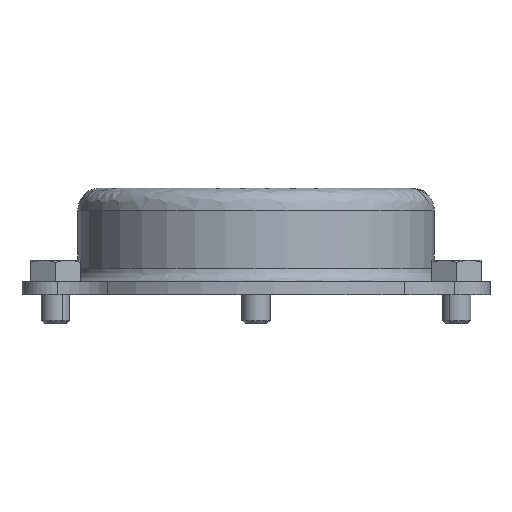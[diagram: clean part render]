
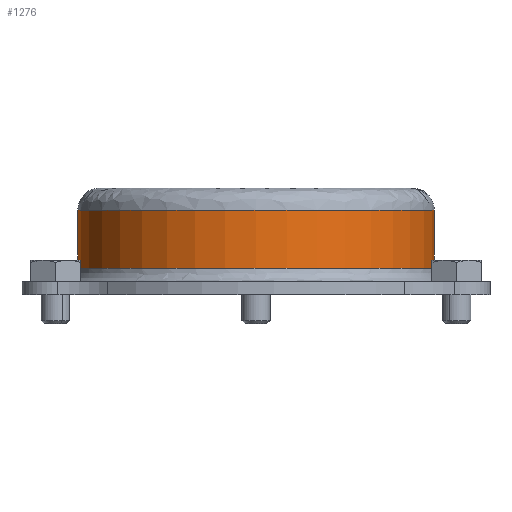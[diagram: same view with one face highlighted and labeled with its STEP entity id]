
A CAD part, front view. The second image highlights one B-rep face of the part: STEP entity #1276.
In plain terms, the highlighted cylindrical face has radius 40 mm (diameter 80 mm), a partial arc.
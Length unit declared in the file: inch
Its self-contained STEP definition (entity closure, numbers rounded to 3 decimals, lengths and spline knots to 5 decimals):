
#116 = CIRCLE ( 'NONE', #1906, 1.5748 ) ;
#204 = CARTESIAN_POINT ( 'NONE',  ( -1.5748, 0., 0.86614 ) ) ;
#411 = CARTESIAN_POINT ( 'NONE',  ( 0., 0., 0.23622 ) ) ;
#431 = EDGE_CURVE ( 'NONE', #2935, #1456, #116, .T. ) ;
#583 = AXIS2_PLACEMENT_3D ( 'NONE', #3102, #1195, #1119 ) ;
#747 = DIRECTION ( 'NONE',  ( 0., 0., -1. ) ) ;
#762 = EDGE_CURVE ( 'NONE', #2612, #1802, #2196, .T. ) ;
#954 = EDGE_LOOP ( 'NONE', ( #2662, #1003, #2104, #1186 ) ) ;
#1003 = ORIENTED_EDGE ( 'NONE', *, *, #762, .F. ) ;
#1030 = EDGE_CURVE ( 'NONE', #2612, #2935, #2956, .T. ) ;
#1119 = DIRECTION ( 'NONE',  ( 1., 0., 0. ) ) ;
#1186 = ORIENTED_EDGE ( 'NONE', *, *, #431, .T. ) ;
#1195 = DIRECTION ( 'NONE',  ( 0., 0., 1. ) ) ;
#1276 = ADVANCED_FACE ( 'NONE', ( #1692 ), #3081, .T. ) ;
#1456 = VERTEX_POINT ( 'NONE', #3575 ) ;
#1457 = AXIS2_PLACEMENT_3D ( 'NONE', #2539, #2503, #3375 ) ;
#1692 = FACE_OUTER_BOUND ( 'NONE', #954, .T. ) ;
#1793 = CARTESIAN_POINT ( 'NONE',  ( 1.5748, 0., 0.86614 ) ) ;
#1802 = VERTEX_POINT ( 'NONE', #2590 ) ;
#1830 = DIRECTION ( 'NONE',  ( 0., 0., -1. ) ) ;
#1906 = AXIS2_PLACEMENT_3D ( 'NONE', #411, #2362, #2927 ) ;
#2104 = ORIENTED_EDGE ( 'NONE', *, *, #1030, .T. ) ;
#2196 = CIRCLE ( 'NONE', #583, 1.5748 ) ;
#2287 = EDGE_CURVE ( 'NONE', #1802, #1456, #2604, .T. ) ;
#2362 = DIRECTION ( 'NONE',  ( 0., 0., 1. ) ) ;
#2503 = DIRECTION ( 'NONE',  ( 0., 0., -1. ) ) ;
#2539 = CARTESIAN_POINT ( 'NONE',  ( 0., 0., 0.86614 ) ) ;
#2590 = CARTESIAN_POINT ( 'NONE',  ( 1.5748, 0., 0.74803 ) ) ;
#2604 = LINE ( 'NONE', #1793, #3536 ) ;
#2612 = VERTEX_POINT ( 'NONE', #3176 ) ;
#2662 = ORIENTED_EDGE ( 'NONE', *, *, #2287, .F. ) ;
#2894 = VECTOR ( 'NONE', #747, 39.37008 ) ;
#2927 = DIRECTION ( 'NONE',  ( -1., 0., 0. ) ) ;
#2935 = VERTEX_POINT ( 'NONE', #3436 ) ;
#2956 = LINE ( 'NONE', #204, #2894 ) ;
#3081 = CYLINDRICAL_SURFACE ( 'NONE', #1457, 1.5748 ) ;
#3102 = CARTESIAN_POINT ( 'NONE',  ( 0., 0., 0.74803 ) ) ;
#3176 = CARTESIAN_POINT ( 'NONE',  ( -1.5748, 0., 0.74803 ) ) ;
#3375 = DIRECTION ( 'NONE',  ( -1., 0., 0. ) ) ;
#3436 = CARTESIAN_POINT ( 'NONE',  ( -1.5748, 0., 0.23622 ) ) ;
#3536 = VECTOR ( 'NONE', #1830, 39.37008 ) ;
#3575 = CARTESIAN_POINT ( 'NONE',  ( 1.5748, 0., 0.23622 ) ) ;
